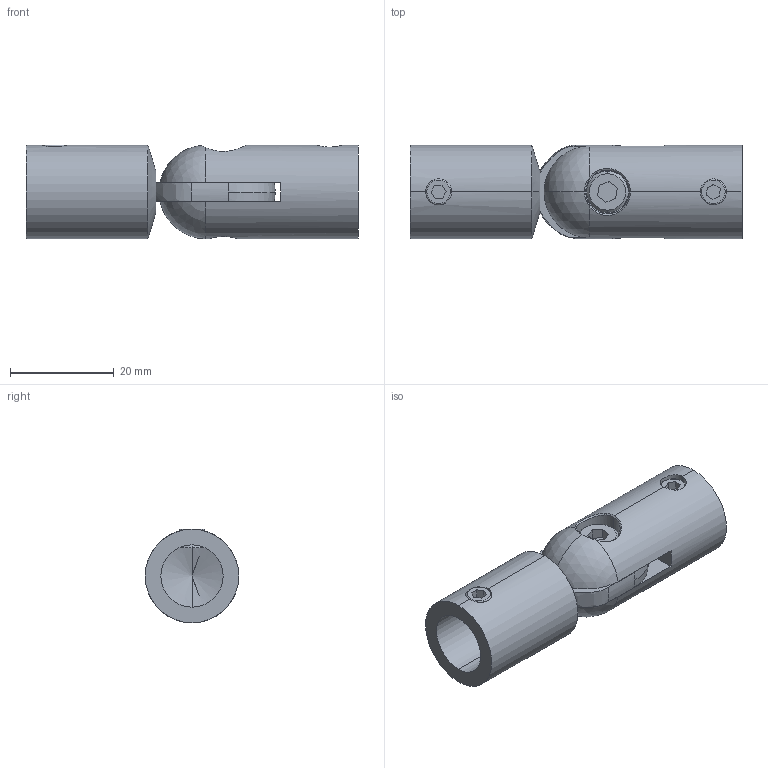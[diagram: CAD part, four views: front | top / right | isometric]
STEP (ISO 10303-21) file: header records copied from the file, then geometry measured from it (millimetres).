
FILE_DESCRIPTION (( 'STEP AP203' ), '1' );
FILE_NAME ('3D_GT3452_12_188734982.STEP', '2024-10-22T09:11:51', ( '' ), ( '' ), 'SwSTEP 2.0', 'SolidWorks 2023', '' );
FILE_SCHEMA (( 'CONFIG_CONTROL_DESIGN' ));
Length unit declared in the file: millimetre
Products named in the file (1): 3D_GT3452_12_188734982
Bounding box: 63.89 x 18 x 18 mm (x, y, z)
Volume: 10643.1 mm3; surface area: 7898.1 mm2
Topology: 5 solids, 5 shells, 95 faces, 234 edges, 142 vertices
Faces by surface type: plane 38, cylinder 30, cone 14, bspline 5, sphere 4, torus 4
Entity records: 4281 total; most frequent: CARTESIAN_POINT 1972, DIRECTION 473, ORIENTED_EDGE 456, EDGE_CURVE 228, AXIS2_PLACEMENT_3D 179, VERTEX_POINT 142, VECTOR 115, LINE 115
